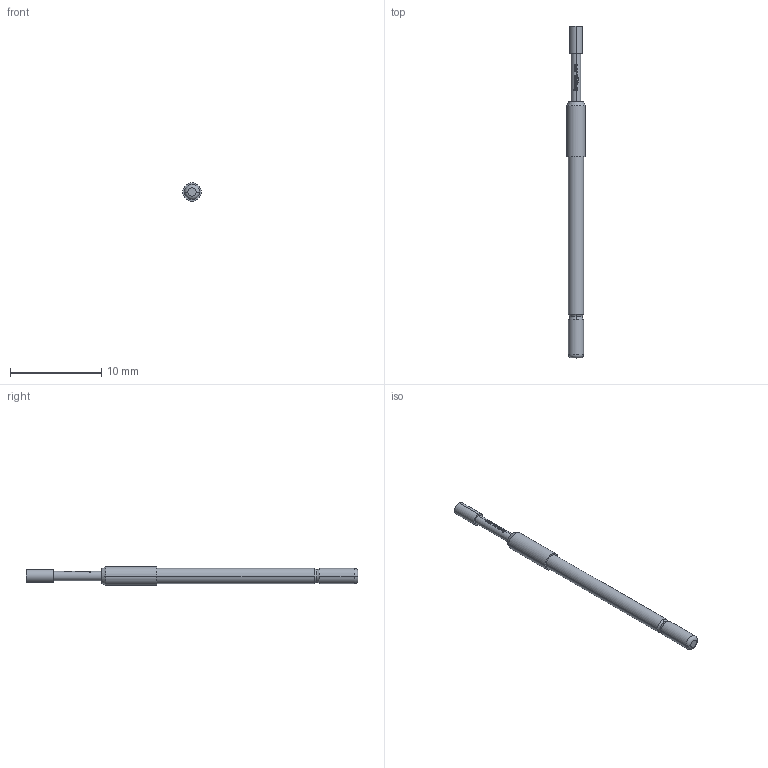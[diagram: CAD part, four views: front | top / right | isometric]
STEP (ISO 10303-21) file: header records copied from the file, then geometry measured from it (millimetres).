
FILE_DESCRIPTION (( 'STEP AP203' ), '1' );
FILE_NAME ('INGUN_GKS-112_303_140_A_xx06.STEP', '2022-01-11T09:50:55', ( 'ochi' ), ( '' ), 'SwSTEP 2.0', 'SolidWorks 2018', '' );
FILE_SCHEMA (( 'CONFIG_CONTROL_DESIGN' ));
Length unit declared in the file: millimetre
Products named in the file (1): INGUN_GKS-112_303_140_A_xx06
Bounding box: 2 x 36.3 x 2 mm (x, y, z)
Volume: 73.7 mm3; surface area: 188.1 mm2
Topology: 1 solids, 1 shells, 105 faces, 292 edges, 191 vertices
Faces by surface type: plane 44, cylinder 29, bspline 22, torus 6, cone 4
Entity records: 3719 total; most frequent: CARTESIAN_POINT 1087, ORIENTED_EDGE 580, DIRECTION 484, EDGE_CURVE 290, AXIS2_PLACEMENT_3D 196, VERTEX_POINT 191, CIRCLE 112, EDGE_LOOP 109
